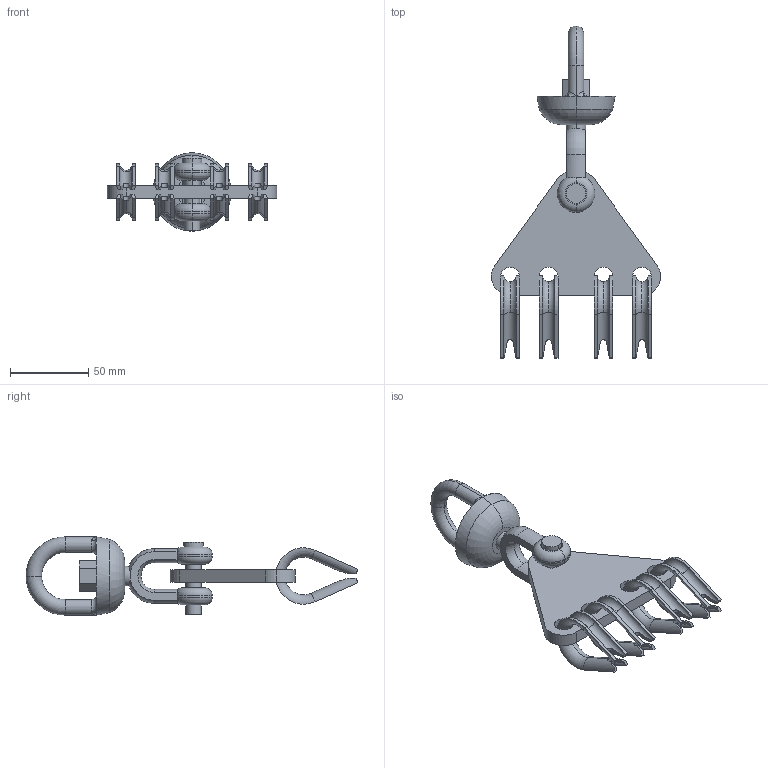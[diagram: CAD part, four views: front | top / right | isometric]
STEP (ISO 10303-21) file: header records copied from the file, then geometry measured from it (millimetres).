
FILE_DESCRIPTION (( 'STEP AP203' ), '1' );
FILE_NAME ('T41700.STEP', '2018-07-23T14:58:16', ( '' ), ( '' ), 'SwSTEP 2.0', 'SolidWorks 2016', '' );
FILE_SCHEMA (( 'CONFIG_CONTROL_DESIGN' ));
Length unit declared in the file: millimetre
Products named in the file (4): T41700; S1236; TH1041; T38900
Assembly tree (6 placements, depth 2):
  T41700
    TH1041
    T38900  x4
    S1236
Bounding box: 108.17 x 212.01 x 50 mm (x, y, z)
Volume: 109853.3 mm3; surface area: 45261.6 mm2
Topology: 6 solids, 6 shells, 207 faces, 517 edges, 320 vertices
Faces by surface type: plane 86, cylinder 74, torus 41, bspline 4, cone 2
Entity records: 4503 total; most frequent: CARTESIAN_POINT 1185, DIRECTION 631, ORIENTED_EDGE 582, EDGE_CURVE 291, AXIS2_PLACEMENT_3D 264, VERTEX_POINT 182, CIRCLE 142, EDGE_LOOP 133
